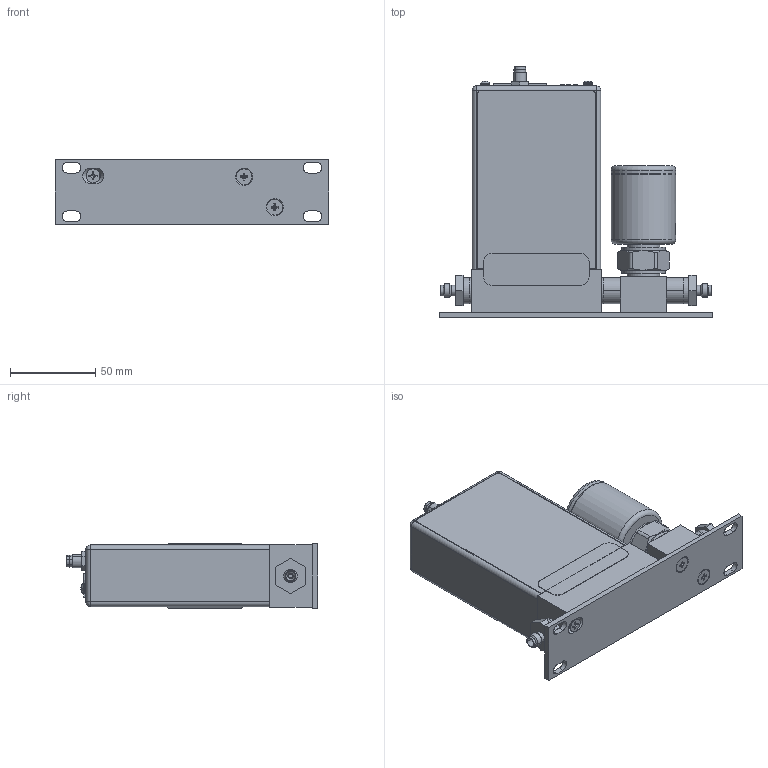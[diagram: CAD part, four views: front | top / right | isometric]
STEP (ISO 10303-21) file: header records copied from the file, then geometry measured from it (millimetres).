
FILE_DESCRIPTION((''),'2;1');
FILE_NAME('GV50A_ETHERCAT_5-PIN_4VCR_ASM','2015-08-20T',('cockrofm'),(''),'PRO/ENGINEER BY PARAMETRIC TECHNOLOGY CORPORATION, 2011490','PRO/ENGINEER BY PARAMETRIC TECHNOLOGY CORPORATION, 2011490','');
FILE_SCHEMA(('CONFIG_CONTROL_DESIGN'));
Length unit declared in the file: inch
Products named in the file (36): 116653-P1_FULL-VALVE_1; 119000_MNTG-PLATE_1; 160-0022_1; 160-3973_1; 1041553_FLOWBODY_NOT-USED_1; 119643-P3_1; 1053736_PWB_1; 110-0187-3-PIN-HEADER_1; 1053479_RJ45_DOUBLE_CONN_1; 1007235_CONN_RJ45_1; TMM-108-03-G-S_1; 1042414_4-PIN_HEADER_1; 1043393_TACT_SWITCH_1; 1055809_CONN_HEADER_2-PIN_1; 1053737-002_ASM_1_ASM; 1053764_ENCLOSURE_ETHERCAT_1; 1011702-002_4-40_PAN-HD-SEMS_1; 1042639-001_FRT_1; 1053560_LABEL_TOP_ETHERCAT_1; 1055979_PWB_1; 1054851_1; 1054847_NUT_1; 1043471_LED_1; 1043472_LED_1; 1053585_SWITCH_1; 1055980_CCA_ASSY_ASM_1_ASM; 1200905080_1; 1200905080_NUT_1; 1053806_LABEL_1; 122676_1; 1056729_LIGHT_PIPE_1; 1040814_ECAT_NO_OUTLET_CONN_ASM_ASM; 1040814_GV_ETHERCAT_4VCR_ASM_1_ASM; 1051904_FITTING; 1052579_FITTING; GV50A_ETHERCAT_5-PIN_4VCR_ASM
Assembly tree (44 placements, depth 5):
  GV50A_ETHERCAT_5-PIN_4VCR_ASM
    1040814_GV_ETHERCAT_4VCR_ASM_1_ASM
      116653-P1_FULL-VALVE_1
      119000_MNTG-PLATE_1
      160-0022_1  x2
      160-3973_1
      1040814_ECAT_NO_OUTLET_CONN_ASM_ASM
        1041553_FLOWBODY_NOT-USED_1
        119643-P3_1
        1053737-002_ASM_1_ASM
          1053736_PWB_1
          110-0187-3-PIN-HEADER_1
          1053479_RJ45_DOUBLE_CONN_1
          1007235_CONN_RJ45_1
          TMM-108-03-G-S_1
          1042414_4-PIN_HEADER_1
          1043393_TACT_SWITCH_1
          1055809_CONN_HEADER_2-PIN_1
        1053764_ENCLOSURE_ETHERCAT_1
        1011702-002_4-40_PAN-HD-SEMS_1  x4
        1042639-001_FRT_1
        1053560_LABEL_TOP_ETHERCAT_1
        1055980_CCA_ASSY_ASM_1_ASM
          1055979_PWB_1
          1054851_1
          1054847_NUT_1
          1043471_LED_1
          1043472_LED_1  x2
          1053585_SWITCH_1  x3
        1200905080_1
        1200905080_NUT_1
        1053806_LABEL_1
        122676_1
        1056729_LIGHT_PIPE_1  x3
    1051904_FITTING
    1052579_FITTING
Bounding box: 160.78 x 147.7 x 38.11 mm (x, y, z)
Volume: 212714.9 mm3; surface area: 154702.2 mm2
Topology: 40 solids, 42 shells, 1897 faces, 4720 edges, 3004 vertices
Faces by surface type: plane 1144, cylinder 523, extrusion 92, cone 78, torus 38, sphere 18, bspline 4
Entity records: 48164 total; most frequent: CARTESIAN_POINT 9456, DIRECTION 7917, ORIENTED_EDGE 7768, EDGE_CURVE 3888, VECTOR 2765, LINE 2739, AXIS2_PLACEMENT_3D 2576, VERTEX_POINT 2543
